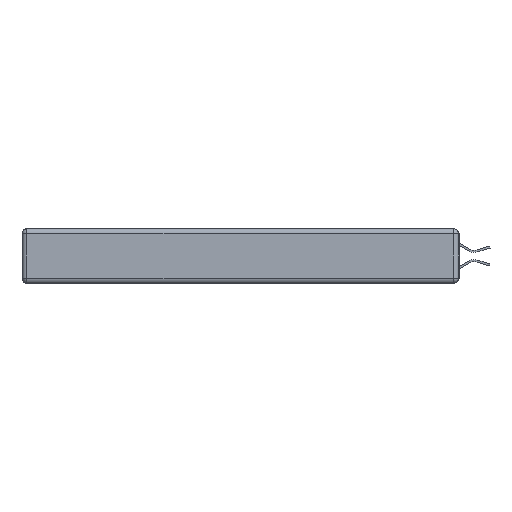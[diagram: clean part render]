
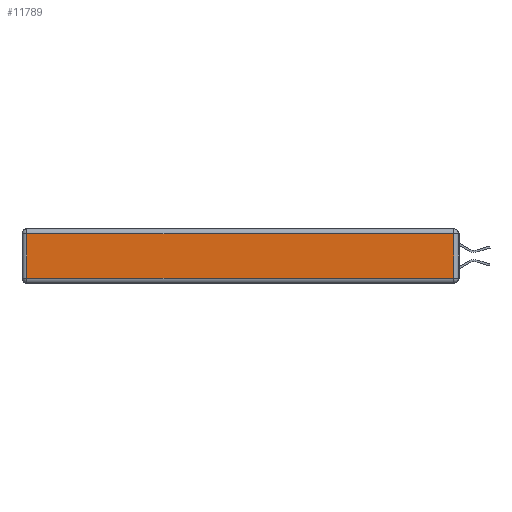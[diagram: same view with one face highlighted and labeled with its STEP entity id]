
A CAD part, left-side view. The second image highlights one B-rep face of the part: STEP entity #11789.
In plain terms, the highlighted planar face has unit normal (-1, 0, 0).
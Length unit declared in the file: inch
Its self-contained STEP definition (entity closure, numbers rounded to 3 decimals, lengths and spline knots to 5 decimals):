
#205 = CARTESIAN_POINT ( 'NONE',  ( 0., 0.03, -0.343 ) ) ;
#880 = CARTESIAN_POINT ( 'NONE',  ( 0., 0., -0.343 ) ) ;
#1017 = DIRECTION ( 'NONE',  ( -1., 0., 0. ) ) ;
#1133 = EDGE_CURVE ( 'NONE', #22489, #1644, #14999, .T. ) ;
#1187 = DIRECTION ( 'NONE',  ( 0., 0., -1. ) ) ;
#1644 = VERTEX_POINT ( 'NONE', #13263 ) ;
#1836 = LINE ( 'NONE', #19661, #15186 ) ;
#2568 = VECTOR ( 'NONE', #24640, 39.37008 ) ;
#2786 = LINE ( 'NONE', #205, #14926 ) ;
#3171 = CARTESIAN_POINT ( 'NONE',  ( 0., 2.75, -0.03 ) ) ;
#4841 = ORIENTED_EDGE ( 'NONE', *, *, #12382, .T. ) ;
#5468 = EDGE_CURVE ( 'NONE', #1644, #16350, #6774, .T. ) ;
#6729 = DIRECTION ( 'NONE',  ( 0., 0., 1. ) ) ;
#6774 = LINE ( 'NONE', #8850, #16083 ) ;
#7833 = CARTESIAN_POINT ( 'NONE',  ( 0., 0.03, -0.03 ) ) ;
#8317 = ORIENTED_EDGE ( 'NONE', *, *, #17704, .T. ) ;
#8850 = CARTESIAN_POINT ( 'NONE',  ( 0., 2.72, -0.343 ) ) ;
#10177 = VERTEX_POINT ( 'NONE', #22417 ) ;
#11706 = DIRECTION ( 'NONE',  ( 0., -1., 0. ) ) ;
#11789 = ADVANCED_FACE ( 'NONE', ( #24418 ), #24547, .T. ) ;
#12382 = EDGE_CURVE ( 'NONE', #16350, #10177, #1836, .T. ) ;
#12963 = ORIENTED_EDGE ( 'NONE', *, *, #5468, .T. ) ;
#13263 = CARTESIAN_POINT ( 'NONE',  ( 0., 2.72, -0.03 ) ) ;
#14926 = VECTOR ( 'NONE', #23981, 39.37008 ) ;
#14999 = LINE ( 'NONE', #3171, #2568 ) ;
#15164 = AXIS2_PLACEMENT_3D ( 'NONE', #880, #1017, #6729 ) ;
#15186 = VECTOR ( 'NONE', #11706, 39.37008 ) ;
#16083 = VECTOR ( 'NONE', #1187, 39.37008 ) ;
#16350 = VERTEX_POINT ( 'NONE', #24881 ) ;
#17704 = EDGE_CURVE ( 'NONE', #10177, #22489, #2786, .T. ) ;
#19661 = CARTESIAN_POINT ( 'NONE',  ( 0., 0., -0.313 ) ) ;
#22417 = CARTESIAN_POINT ( 'NONE',  ( 0., 0.03, -0.313 ) ) ;
#22489 = VERTEX_POINT ( 'NONE', #7833 ) ;
#23981 = DIRECTION ( 'NONE',  ( 0., 0., 1. ) ) ;
#24418 = FACE_OUTER_BOUND ( 'NONE', #24809, .T. ) ;
#24547 = PLANE ( 'NONE',  #15164 ) ;
#24570 = ORIENTED_EDGE ( 'NONE', *, *, #1133, .T. ) ;
#24640 = DIRECTION ( 'NONE',  ( 0., 1., 0. ) ) ;
#24809 = EDGE_LOOP ( 'NONE', ( #4841, #8317, #24570, #12963 ) ) ;
#24881 = CARTESIAN_POINT ( 'NONE',  ( 0., 2.72, -0.313 ) ) ;
